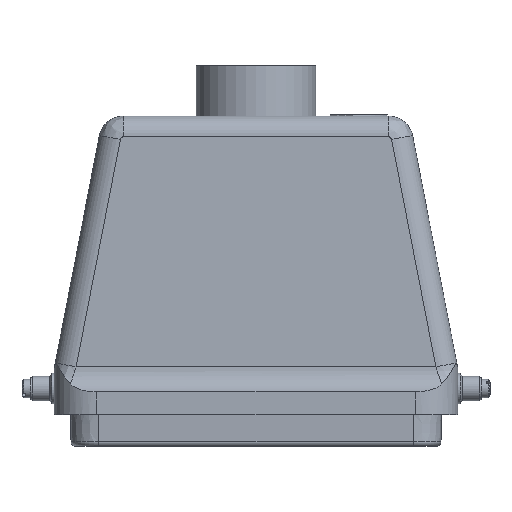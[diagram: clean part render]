
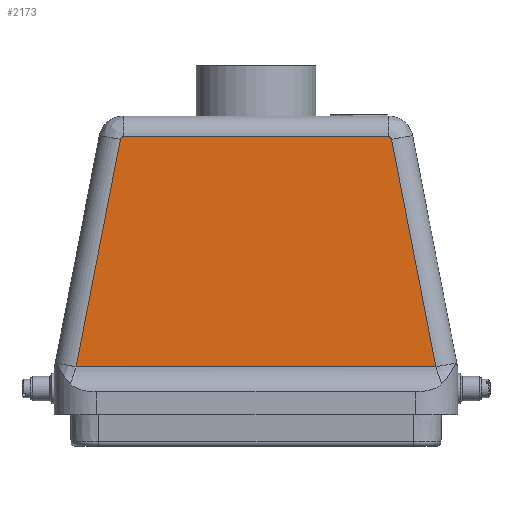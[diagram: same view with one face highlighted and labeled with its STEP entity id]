
A CAD part, front view. The second image highlights one B-rep face of the part: STEP entity #2173.
In plain terms, the highlighted planar face has unit normal (0, -1, 0.026).
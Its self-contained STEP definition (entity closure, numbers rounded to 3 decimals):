
#2116=CARTESIAN_POINT('',(66.1,-37.853,88.7));
#2117=DIRECTION('',(0.0,1.,-0.026));
#2118=DIRECTION('',(0.0,0.026,1.));
#2119=AXIS2_PLACEMENT_3D('',#2116,#2117,#2118);
#2120=PLANE('',#2119);
#2121=CARTESIAN_POINT('',(58.784,-40.0,6.72));
#2122=VERTEX_POINT('',#2121);
#2123=CARTESIAN_POINT('',(-58.784,-40.0,6.72));
#2124=VERTEX_POINT('',#2123);
#2125=CARTESIAN_POINT('',(58.784,-40.0,6.72));
#2126=DIRECTION('',(-1.0,0.0,0.0));
#2127=VECTOR('',#2126,117.568);
#2128=LINE('',#2125,#2127);
#2129=EDGE_CURVE('',#2122,#2124,#2128,.T.);
#2130=ORIENTED_EDGE('',*,*,#2129,.F.);
#2131=CARTESIAN_POINT('',(44.331,-38.053,81.074));
#2132=VERTEX_POINT('',#2131);
#2133=CARTESIAN_POINT('',(58.784,-40.,6.72));
#2134=DIRECTION('',(-0.191,0.026,0.981));
#2135=VECTOR('',#2134,75.771);
#2136=LINE('',#2133,#2135);
#2137=EDGE_CURVE('',#2122,#2132,#2136,.T.);
#2138=ORIENTED_EDGE('',*,*,#2137,.T.);
#2139=CARTESIAN_POINT('',(43.349,-38.032,81.883));
#2140=VERTEX_POINT('',#2139);
#2141=CARTESIAN_POINT('',(43.349,-38.058,80.883));
#2142=DIRECTION('',(0.0,-1.,0.026));
#2143=DIRECTION('',(0.0,0.026,1.));
#2144=AXIS2_PLACEMENT_3D('',#2141,#2142,#2143);
#2145=ELLIPSE('',#2144,1.,1.0);
#2146=EDGE_CURVE('',#2132,#2140,#2145,.T.);
#2147=ORIENTED_EDGE('',*,*,#2146,.T.);
#2148=CARTESIAN_POINT('',(-43.349,-38.032,81.883));
#2149=VERTEX_POINT('',#2148);
#2150=CARTESIAN_POINT('',(43.349,-38.032,81.883));
#2151=DIRECTION('',(-1.0,0.0,0.0));
#2152=VECTOR('',#2151,86.699);
#2153=LINE('',#2150,#2152);
#2154=EDGE_CURVE('',#2140,#2149,#2153,.T.);
#2155=ORIENTED_EDGE('',*,*,#2154,.T.);
#2156=CARTESIAN_POINT('',(-44.331,-38.053,81.074));
#2157=VERTEX_POINT('',#2156);
#2158=CARTESIAN_POINT('',(-43.349,-38.058,80.883));
#2159=DIRECTION('',(0.0,-1.,0.026));
#2160=DIRECTION('',(0.0,0.026,1.));
#2161=AXIS2_PLACEMENT_3D('',#2158,#2159,#2160);
#2162=ELLIPSE('',#2161,1.,1.0);
#2163=EDGE_CURVE('',#2149,#2157,#2162,.T.);
#2164=ORIENTED_EDGE('',*,*,#2163,.T.);
#2165=CARTESIAN_POINT('',(-44.331,-38.053,81.074));
#2166=DIRECTION('',(-0.191,-0.026,-0.981));
#2167=VECTOR('',#2166,75.771);
#2168=LINE('',#2165,#2167);
#2169=EDGE_CURVE('',#2157,#2124,#2168,.T.);
#2170=ORIENTED_EDGE('',*,*,#2169,.T.);
#2171=EDGE_LOOP('',(#2130,#2138,#2147,#2155,#2164,#2170));
#2172=FACE_OUTER_BOUND('',#2171,.T.);
#2173=ADVANCED_FACE('',(#2172),#2120,.F.);
